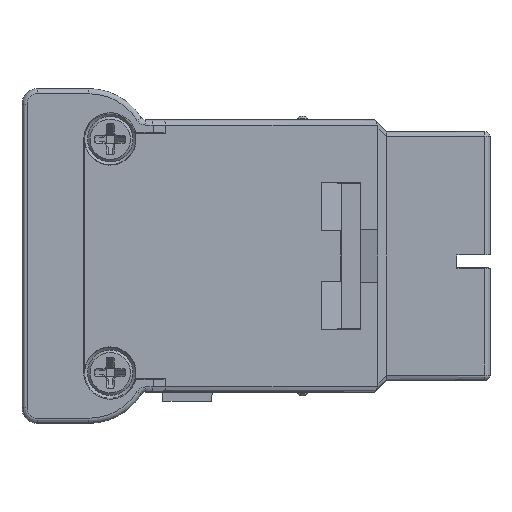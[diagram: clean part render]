
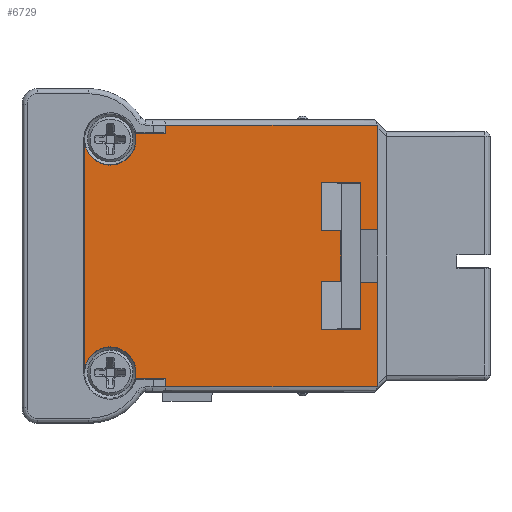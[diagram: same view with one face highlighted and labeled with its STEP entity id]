
A CAD part, left-side view. The second image highlights one B-rep face of the part: STEP entity #6729.
In plain terms, the highlighted planar face has unit normal (-1, 0, 0).
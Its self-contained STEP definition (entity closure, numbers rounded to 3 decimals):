
#4257=B_SPLINE_CURVE_WITH_KNOTS('',3,(#50879,#50880,#50881,#50882),
 .UNSPECIFIED.,.F.,.F.,(4,4),(0.,1.),.UNSPECIFIED.);
#4258=B_SPLINE_CURVE_WITH_KNOTS('',3,(#50910,#50911,#50912,#50913),
 .UNSPECIFIED.,.F.,.F.,(4,4),(0.,1.),.UNSPECIFIED.);
#5466=CIRCLE('',#29667,2.5);
#5467=CIRCLE('',#29669,2.5);
#6729=ADVANCED_FACE('',(#8706),#7563,.T.);
#7563=PLANE('',#29670);
#8706=FACE_OUTER_BOUND('',#10452,.T.);
#10452=EDGE_LOOP('',(#16211,#16212,#16213,#16214,#16215,#16216,#16217,#16218,
#16219,#16220,#16221,#16222,#16223,#16224,#16225,#16226,#16227,#16228,#16229,
#16230,#16231,#16232,#16233,#16234));
#16211=ORIENTED_EDGE('',*,*,#23734,.F.);
#16212=ORIENTED_EDGE('',*,*,#23735,.F.);
#16213=ORIENTED_EDGE('',*,*,#23736,.T.);
#16214=ORIENTED_EDGE('',*,*,#23737,.T.);
#16215=ORIENTED_EDGE('',*,*,#23738,.T.);
#16216=ORIENTED_EDGE('',*,*,#23739,.T.);
#16217=ORIENTED_EDGE('',*,*,#23740,.T.);
#16218=ORIENTED_EDGE('',*,*,#23741,.T.);
#16219=ORIENTED_EDGE('',*,*,#23742,.T.);
#16220=ORIENTED_EDGE('',*,*,#23743,.F.);
#16221=ORIENTED_EDGE('',*,*,#23744,.F.);
#16222=ORIENTED_EDGE('',*,*,#23745,.T.);
#16223=ORIENTED_EDGE('',*,*,#23746,.T.);
#16224=ORIENTED_EDGE('',*,*,#23747,.T.);
#16225=ORIENTED_EDGE('',*,*,#23748,.T.);
#16226=ORIENTED_EDGE('',*,*,#23749,.T.);
#16227=ORIENTED_EDGE('',*,*,#23750,.F.);
#16228=ORIENTED_EDGE('',*,*,#23751,.F.);
#16229=ORIENTED_EDGE('',*,*,#23752,.F.);
#16230=ORIENTED_EDGE('',*,*,#23753,.T.);
#16231=ORIENTED_EDGE('',*,*,#23754,.T.);
#16232=ORIENTED_EDGE('',*,*,#23755,.T.);
#16233=ORIENTED_EDGE('',*,*,#23756,.T.);
#16234=ORIENTED_EDGE('',*,*,#23757,.T.);
#20350=VERTEX_POINT('',#50800);
#20373=VERTEX_POINT('',#50865);
#20374=VERTEX_POINT('',#50867);
#20375=VERTEX_POINT('',#50871);
#20376=VERTEX_POINT('',#50873);
#20377=VERTEX_POINT('',#50875);
#20378=VERTEX_POINT('',#50878);
#20379=VERTEX_POINT('',#50883);
#20380=VERTEX_POINT('',#50885);
#20381=VERTEX_POINT('',#50887);
#20382=VERTEX_POINT('',#50889);
#20383=VERTEX_POINT('',#50891);
#20384=VERTEX_POINT('',#50893);
#20385=VERTEX_POINT('',#50895);
#20386=VERTEX_POINT('',#50897);
#20387=VERTEX_POINT('',#50899);
#20388=VERTEX_POINT('',#50901);
#20389=VERTEX_POINT('',#50903);
#20390=VERTEX_POINT('',#50905);
#20391=VERTEX_POINT('',#50907);
#20392=VERTEX_POINT('',#50909);
#20393=VERTEX_POINT('',#50914);
#20394=VERTEX_POINT('',#50916);
#20395=VERTEX_POINT('',#50918);
#23734=EDGE_CURVE('',#20374,#20373,#5466,.T.);
#23735=EDGE_CURVE('',#20375,#20374,#25725,.T.);
#23736=EDGE_CURVE('',#20375,#20376,#5467,.T.);
#23737=EDGE_CURVE('',#20376,#20377,#25726,.T.);
#23738=EDGE_CURVE('',#20377,#20350,#25727,.T.);
#23739=EDGE_CURVE('',#20350,#20378,#25728,.T.);
#23740=EDGE_CURVE('',#20378,#20379,#4257,.T.);
#23741=EDGE_CURVE('',#20379,#20380,#25729,.T.);
#23742=EDGE_CURVE('',#20380,#20381,#25730,.T.);
#23743=EDGE_CURVE('',#20382,#20381,#25731,.T.);
#23744=EDGE_CURVE('',#20383,#20382,#25732,.T.);
#23745=EDGE_CURVE('',#20383,#20384,#25733,.T.);
#23746=EDGE_CURVE('',#20384,#20385,#25734,.T.);
#23747=EDGE_CURVE('',#20385,#20386,#25735,.T.);
#23748=EDGE_CURVE('',#20386,#20387,#25736,.T.);
#23749=EDGE_CURVE('',#20387,#20388,#25737,.T.);
#23750=EDGE_CURVE('',#20389,#20388,#25738,.T.);
#23751=EDGE_CURVE('',#20390,#20389,#25739,.T.);
#23752=EDGE_CURVE('',#20391,#20390,#25740,.T.);
#23753=EDGE_CURVE('',#20391,#20392,#25741,.T.);
#23754=EDGE_CURVE('',#20392,#20393,#4258,.T.);
#23755=EDGE_CURVE('',#20393,#20394,#25742,.T.);
#23756=EDGE_CURVE('',#20394,#20395,#25743,.T.);
#23757=EDGE_CURVE('',#20395,#20373,#25744,.T.);
#25725=LINE('',#50870,#27367);
#25726=LINE('',#50874,#27368);
#25727=LINE('',#50876,#27369);
#25728=LINE('',#50877,#27370);
#25729=LINE('',#50884,#27371);
#25730=LINE('',#50886,#27372);
#25731=LINE('',#50888,#27373);
#25732=LINE('',#50890,#27374);
#25733=LINE('',#50892,#27375);
#25734=LINE('',#50894,#27376);
#25735=LINE('',#50896,#27377);
#25736=LINE('',#50898,#27378);
#25737=LINE('',#50900,#27379);
#25738=LINE('',#50902,#27380);
#25739=LINE('',#50904,#27381);
#25740=LINE('',#50906,#27382);
#25741=LINE('',#50908,#27383);
#25742=LINE('',#50915,#27384);
#25743=LINE('',#50917,#27385);
#25744=LINE('',#50919,#27386);
#27367=VECTOR('',#34446,1.);
#27368=VECTOR('',#34449,1.);
#27369=VECTOR('',#34450,1.);
#27370=VECTOR('',#34451,1.);
#27371=VECTOR('',#34452,1.);
#27372=VECTOR('',#34453,1.);
#27373=VECTOR('',#34454,1.);
#27374=VECTOR('',#34455,1.);
#27375=VECTOR('',#34456,1.);
#27376=VECTOR('',#34457,1.);
#27377=VECTOR('',#34458,1.);
#27378=VECTOR('',#34459,1.);
#27379=VECTOR('',#34460,1.);
#27380=VECTOR('',#34461,1.);
#27381=VECTOR('',#34462,1.);
#27382=VECTOR('',#34463,1.);
#27383=VECTOR('',#34464,1.);
#27384=VECTOR('',#34465,1.);
#27385=VECTOR('',#34466,1.);
#27386=VECTOR('',#34467,1.);
#29667=AXIS2_PLACEMENT_3D('',#50868,#34442,#34443);
#29669=AXIS2_PLACEMENT_3D('',#50872,#34447,#34448);
#29670=AXIS2_PLACEMENT_3D('',#50920,#34468,#34469);
#34442=DIRECTION('',(-1.,0.,0.));
#34443=DIRECTION('',(0.,1.,0.));
#34446=DIRECTION('',(0.,0.,1.));
#34447=DIRECTION('',(1.,0.,0.));
#34448=DIRECTION('',(0.,1.,0.));
#34449=DIRECTION('',(0.,-1.,0.));
#34450=DIRECTION('',(0.,0.,-1.));
#34451=DIRECTION('',(0.,-1.,0.));
#34452=DIRECTION('',(0.,0.,1.));
#34453=DIRECTION('',(0.,1.,0.));
#34454=DIRECTION('',(0.,0.,1.));
#34455=DIRECTION('',(0.,-1.,0.));
#34456=DIRECTION('',(0.,0.,1.));
#34457=DIRECTION('',(0.,-1.,0.));
#34458=DIRECTION('',(0.,0.,1.));
#34459=DIRECTION('',(0.,1.,0.));
#34460=DIRECTION('',(0.,0.,1.));
#34461=DIRECTION('',(0.,1.,0.));
#34462=DIRECTION('',(0.,0.,1.));
#34463=DIRECTION('',(0.,1.,0.));
#34464=DIRECTION('',(0.,0.,1.));
#34465=DIRECTION('',(0.,1.,0.));
#34466=DIRECTION('',(0.,0.,-1.));
#34467=DIRECTION('',(0.,1.,0.));
#34468=DIRECTION('',(-1.,0.,0.));
#34469=DIRECTION('',(0.,0.,-1.));
#50800=CARTESIAN_POINT('',(8.13,93.2,22.173));
#50865=CARTESIAN_POINT('',(8.13,96.133,46.748));
#50867=CARTESIAN_POINT('',(8.13,101.06,46.148));
#50868=CARTESIAN_POINT('',(8.13,98.56,46.148));
#50870=CARTESIAN_POINT('',(8.13,101.06,23.548));
#50871=CARTESIAN_POINT('',(8.13,101.06,23.548));
#50872=CARTESIAN_POINT('',(8.13,98.56,23.548));
#50873=CARTESIAN_POINT('',(8.13,96.133,22.948));
#50874=CARTESIAN_POINT('',(8.13,96.133,22.948));
#50875=CARTESIAN_POINT('',(8.13,93.2,22.948));
#50876=CARTESIAN_POINT('',(8.13,93.2,22.948));
#50877=CARTESIAN_POINT('',(8.13,93.2,22.173));
#50878=CARTESIAN_POINT('',(8.13,72.7,22.173));
#50879=CARTESIAN_POINT('',(8.13,72.7,22.173));
#50880=CARTESIAN_POINT('',(8.13,72.667,22.277));
#50881=CARTESIAN_POINT('',(8.13,72.65,22.375));
#50882=CARTESIAN_POINT('',(8.13,72.65,22.468));
#50883=CARTESIAN_POINT('',(8.13,72.65,22.468));
#50884=CARTESIAN_POINT('',(8.13,72.65,22.468));
#50885=CARTESIAN_POINT('',(8.13,72.65,32.286));
#50886=CARTESIAN_POINT('',(8.13,72.65,32.286));
#50887=CARTESIAN_POINT('',(8.13,74.3,32.286));
#50888=CARTESIAN_POINT('',(8.13,74.3,27.736));
#50889=CARTESIAN_POINT('',(8.13,74.3,27.736));
#50890=CARTESIAN_POINT('',(8.13,78.1,27.736));
#50891=CARTESIAN_POINT('',(8.13,78.1,27.736));
#50892=CARTESIAN_POINT('',(8.13,78.1,27.736));
#50893=CARTESIAN_POINT('',(8.13,78.1,32.409));
#50894=CARTESIAN_POINT('',(8.13,78.1,32.409));
#50895=CARTESIAN_POINT('',(8.13,76.261,32.409));
#50896=CARTESIAN_POINT('',(8.13,76.261,32.409));
#50897=CARTESIAN_POINT('',(8.13,76.261,37.286));
#50898=CARTESIAN_POINT('',(8.13,76.261,37.286));
#50899=CARTESIAN_POINT('',(8.13,78.1,37.286));
#50900=CARTESIAN_POINT('',(8.13,78.1,37.286));
#50901=CARTESIAN_POINT('',(8.13,78.1,41.959));
#50902=CARTESIAN_POINT('',(8.13,74.3,41.959));
#50903=CARTESIAN_POINT('',(8.13,74.3,41.959));
#50904=CARTESIAN_POINT('',(8.13,74.3,37.409));
#50905=CARTESIAN_POINT('',(8.13,74.3,37.409));
#50906=CARTESIAN_POINT('',(8.13,72.65,37.409));
#50907=CARTESIAN_POINT('',(8.13,72.65,37.409));
#50908=CARTESIAN_POINT('',(8.13,72.65,37.409));
#50909=CARTESIAN_POINT('',(8.13,72.65,47.228));
#50910=CARTESIAN_POINT('',(8.13,72.65,47.228));
#50911=CARTESIAN_POINT('',(8.13,72.65,47.32));
#50912=CARTESIAN_POINT('',(8.13,72.667,47.418));
#50913=CARTESIAN_POINT('',(8.13,72.7,47.523));
#50914=CARTESIAN_POINT('',(8.13,72.7,47.523));
#50915=CARTESIAN_POINT('',(8.13,72.7,47.523));
#50916=CARTESIAN_POINT('',(8.13,93.2,47.523));
#50917=CARTESIAN_POINT('',(8.13,93.2,47.523));
#50918=CARTESIAN_POINT('',(8.13,93.2,46.748));
#50919=CARTESIAN_POINT('',(8.13,93.2,46.748));
#50920=CARTESIAN_POINT('',(8.13,109.465,52.768));
